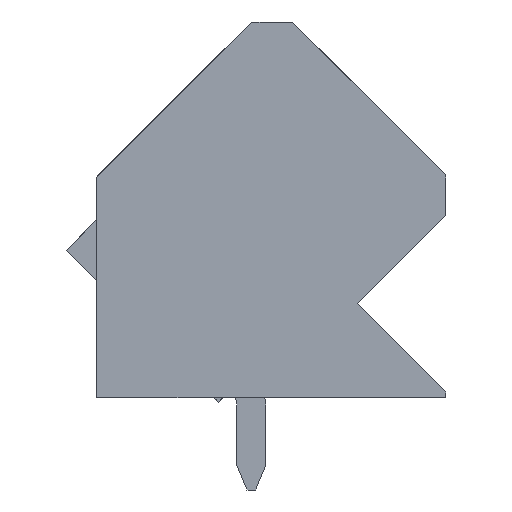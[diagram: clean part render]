
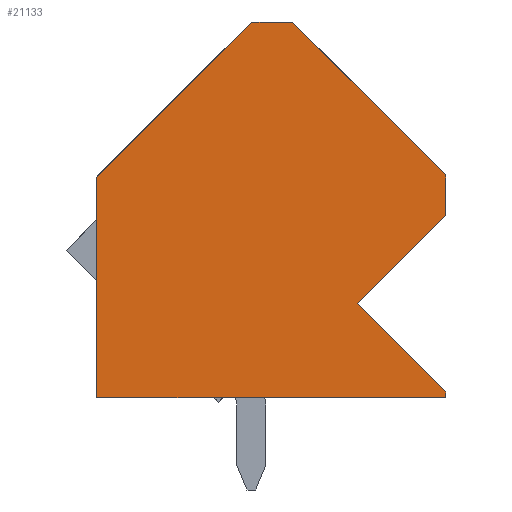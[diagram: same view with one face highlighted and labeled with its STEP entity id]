
A CAD part, left-side view. The second image highlights one B-rep face of the part: STEP entity #21133.
In plain terms, the highlighted planar face has unit normal (-1, 0, 0).
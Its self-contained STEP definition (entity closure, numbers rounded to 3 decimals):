
#21096=AXIS2_PLACEMENT_3D('Plane Axis2P3D',#21093,#21094,#21095) ;
#20942=CARTESIAN_POINT('Vertex',(0.,6.718,16.228)) ;
#20945=CARTESIAN_POINT('Line Origine',(0.,6.01,16.228)) ;
#20949=CARTESIAN_POINT('Vertex',(0.,5.303,16.228)) ;
#20985=CARTESIAN_POINT('Vertex',(0.,0.001,3.4)) ;
#20988=CARTESIAN_POINT('Line Origine',(0.,0.,3.3)) ;
#20992=CARTESIAN_POINT('Vertex',(0.,0.,3.2)) ;
#21018=CARTESIAN_POINT('Vertex',(0.,3.055,6.455)) ;
#21021=CARTESIAN_POINT('Line Origine',(0.,1.528,4.927)) ;
#21044=CARTESIAN_POINT('Vertex',(0.,0.,9.51)) ;
#21047=CARTESIAN_POINT('Line Origine',(0.,1.528,7.983)) ;
#21077=CARTESIAN_POINT('Vertex',(0.,0.,10.924)) ;
#21080=CARTESIAN_POINT('Line Origine',(0.,0.,10.217)) ;
#21093=CARTESIAN_POINT('Axis2P3D Location',(0.,0.,0.)) ;
#21098=CARTESIAN_POINT('Line Origine',(0.,9.405,13.54)) ;
#21102=CARTESIAN_POINT('Vertex',(0.,12.092,10.853)) ;
#21105=CARTESIAN_POINT('Line Origine',(0.,12.093,7.027)) ;
#21109=CARTESIAN_POINT('Vertex',(0.,12.093,3.2)) ;
#21112=CARTESIAN_POINT('Line Origine',(0.,6.046,3.2)) ;
#21117=CARTESIAN_POINT('Line Origine',(0.,2.652,13.576)) ;
#20946=DIRECTION('Vector Direction',(0.,-1.,0.)) ;
#20989=DIRECTION('Vector Direction',(0.,-0.004,-1.)) ;
#21022=DIRECTION('Vector Direction',(0.,-0.707,-0.707)) ;
#21048=DIRECTION('Vector Direction',(0.,0.707,-0.707)) ;
#21081=DIRECTION('Vector Direction',(0.,0.,-1.)) ;
#21094=DIRECTION('Axis2P3D Direction',(-1.,0.,0.)) ;
#21095=DIRECTION('Axis2P3D XDirection',(0.,0.,1.)) ;
#21099=DIRECTION('Vector Direction',(0.,-0.707,0.707)) ;
#21106=DIRECTION('Vector Direction',(0.,0.,1.)) ;
#21113=DIRECTION('Vector Direction',(0.,1.,0.)) ;
#21118=DIRECTION('Vector Direction',(0.,-0.707,-0.707)) ;
#20947=VECTOR('Line Direction',#20946,1.) ;
#20990=VECTOR('Line Direction',#20989,1.) ;
#21023=VECTOR('Line Direction',#21022,1.) ;
#21049=VECTOR('Line Direction',#21048,1.) ;
#21082=VECTOR('Line Direction',#21081,1.) ;
#21100=VECTOR('Line Direction',#21099,1.) ;
#21107=VECTOR('Line Direction',#21106,1.) ;
#21114=VECTOR('Line Direction',#21113,1.) ;
#21119=VECTOR('Line Direction',#21118,1.) ;
#21123=ORIENTED_EDGE('',*,*,#20951,.T.) ;
#21124=ORIENTED_EDGE('',*,*,#21104,.T.) ;
#21125=ORIENTED_EDGE('',*,*,#21111,.T.) ;
#21126=ORIENTED_EDGE('',*,*,#21116,.T.) ;
#21127=ORIENTED_EDGE('',*,*,#20994,.T.) ;
#21128=ORIENTED_EDGE('',*,*,#21025,.T.) ;
#21129=ORIENTED_EDGE('',*,*,#21051,.T.) ;
#21130=ORIENTED_EDGE('',*,*,#21084,.T.) ;
#21131=ORIENTED_EDGE('',*,*,#21121,.T.) ;
#21133=ADVANCED_FACE('HOUSING',(#21132),#21097,.T.) ;
#20951=EDGE_CURVE('',#20950,#20943,#20948,.F.) ;
#20994=EDGE_CURVE('',#20993,#20986,#20991,.F.) ;
#21025=EDGE_CURVE('',#20986,#21019,#21024,.F.) ;
#21051=EDGE_CURVE('',#21019,#21045,#21050,.F.) ;
#21084=EDGE_CURVE('',#21045,#21078,#21083,.F.) ;
#21104=EDGE_CURVE('',#20943,#21103,#21101,.F.) ;
#21111=EDGE_CURVE('',#21103,#21110,#21108,.F.) ;
#21116=EDGE_CURVE('',#21110,#20993,#21115,.F.) ;
#21121=EDGE_CURVE('',#21078,#20950,#21120,.F.) ;
#21122=EDGE_LOOP('',(#21123,#21124,#21125,#21126,#21127,#21128,#21129,#21130,#21131)) ;
#21132=FACE_OUTER_BOUND('',#21122,.T.) ;
#20948=LINE('Line',#20945,#20947) ;
#20991=LINE('Line',#20988,#20990) ;
#21024=LINE('Line',#21021,#21023) ;
#21050=LINE('Line',#21047,#21049) ;
#21083=LINE('Line',#21080,#21082) ;
#21101=LINE('Line',#21098,#21100) ;
#21108=LINE('Line',#21105,#21107) ;
#21115=LINE('Line',#21112,#21114) ;
#21120=LINE('Line',#21117,#21119) ;
#21097=PLANE('',#21096) ;
#20943=VERTEX_POINT('',#20942) ;
#20950=VERTEX_POINT('',#20949) ;
#20986=VERTEX_POINT('',#20985) ;
#20993=VERTEX_POINT('',#20992) ;
#21019=VERTEX_POINT('',#21018) ;
#21045=VERTEX_POINT('',#21044) ;
#21078=VERTEX_POINT('',#21077) ;
#21103=VERTEX_POINT('',#21102) ;
#21110=VERTEX_POINT('',#21109) ;
